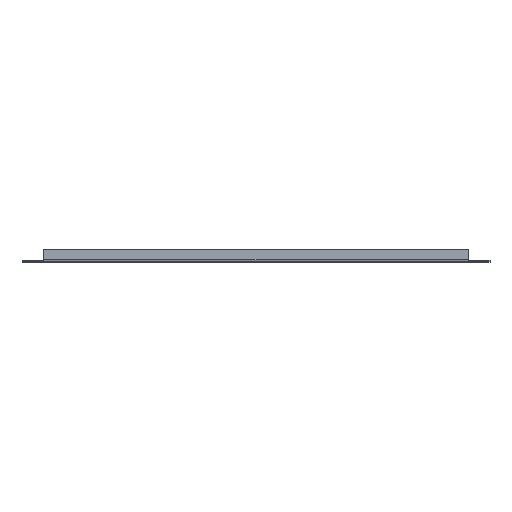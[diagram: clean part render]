
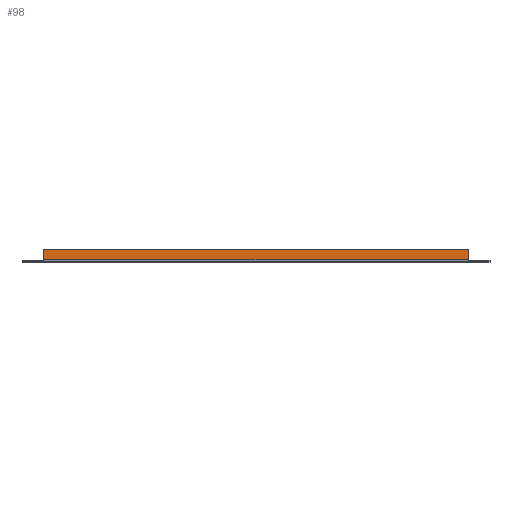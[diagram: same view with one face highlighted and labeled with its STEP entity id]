
A CAD part, top view. The second image highlights one B-rep face of the part: STEP entity #98.
In plain terms, the highlighted planar face has unit normal (0, 0, 1).
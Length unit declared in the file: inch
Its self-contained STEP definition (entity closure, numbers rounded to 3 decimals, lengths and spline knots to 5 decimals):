
#91 = CARTESIAN_POINT ( 'NONE',  ( -8.625, 0.5, 6.109 ) ) ;
#98 = ADVANCED_FACE ( 'NONE', ( #288 ), #101, .F. ) ;
#101 = PLANE ( 'NONE',  #1072 ) ;
#175 = VECTOR ( 'NONE', #1819, 39.37008 ) ;
#178 = VERTEX_POINT ( 'NONE', #91 ) ;
#196 = EDGE_LOOP ( 'NONE', ( #1649, #1606, #1565, #1197 ) ) ;
#288 = FACE_OUTER_BOUND ( 'NONE', #196, .T. ) ;
#349 = VERTEX_POINT ( 'NONE', #1721 ) ;
#403 = VERTEX_POINT ( 'NONE', #1983 ) ;
#493 = EDGE_CURVE ( 'NONE', #349, #1533, #737, .T. ) ;
#536 = CARTESIAN_POINT ( 'NONE',  ( -8.625, 0.086, 6.109 ) ) ;
#580 = DIRECTION ( 'NONE',  ( 0., 0., -1. ) ) ;
#701 = CARTESIAN_POINT ( 'NONE',  ( 8.625, 0.5, 6.109 ) ) ;
#723 = CARTESIAN_POINT ( 'NONE',  ( 8.625, 0.04648, 6.109 ) ) ;
#732 = LINE ( 'NONE', #701, #175 ) ;
#737 = LINE ( 'NONE', #1380, #1338 ) ;
#982 = CARTESIAN_POINT ( 'NONE',  ( 8.625, 0.04648, 6.109 ) ) ;
#1072 = AXIS2_PLACEMENT_3D ( 'NONE', #723, #580, #1862 ) ;
#1074 = VECTOR ( 'NONE', #1626, 39.37008 ) ;
#1107 = VECTOR ( 'NONE', #1593, 39.37008 ) ;
#1196 = EDGE_CURVE ( 'NONE', #178, #403, #732, .T. ) ;
#1197 = ORIENTED_EDGE ( 'NONE', *, *, #493, .F. ) ;
#1338 = VECTOR ( 'NONE', #1525, 39.37008 ) ;
#1380 = CARTESIAN_POINT ( 'NONE',  ( 8.625, 0.086, 6.109 ) ) ;
#1512 = EDGE_CURVE ( 'NONE', #403, #349, #1911, .T. ) ;
#1525 = DIRECTION ( 'NONE',  ( -1., 0., 0. ) ) ;
#1533 = VERTEX_POINT ( 'NONE', #536 ) ;
#1565 = ORIENTED_EDGE ( 'NONE', *, *, #1981, .T. ) ;
#1593 = DIRECTION ( 'NONE',  ( 0., -1., 0. ) ) ;
#1606 = ORIENTED_EDGE ( 'NONE', *, *, #1196, .F. ) ;
#1626 = DIRECTION ( 'NONE',  ( 0., -1., 0. ) ) ;
#1649 = ORIENTED_EDGE ( 'NONE', *, *, #1512, .F. ) ;
#1721 = CARTESIAN_POINT ( 'NONE',  ( 8.625, 0.086, 6.109 ) ) ;
#1771 = CARTESIAN_POINT ( 'NONE',  ( -8.625, 0.04648, 6.109 ) ) ;
#1819 = DIRECTION ( 'NONE',  ( 1., 0., 0. ) ) ;
#1862 = DIRECTION ( 'NONE',  ( 0., 1., 0. ) ) ;
#1905 = LINE ( 'NONE', #1771, #1107 ) ;
#1911 = LINE ( 'NONE', #982, #1074 ) ;
#1981 = EDGE_CURVE ( 'NONE', #178, #1533, #1905, .T. ) ;
#1983 = CARTESIAN_POINT ( 'NONE',  ( 8.625, 0.5, 6.109 ) ) ;
